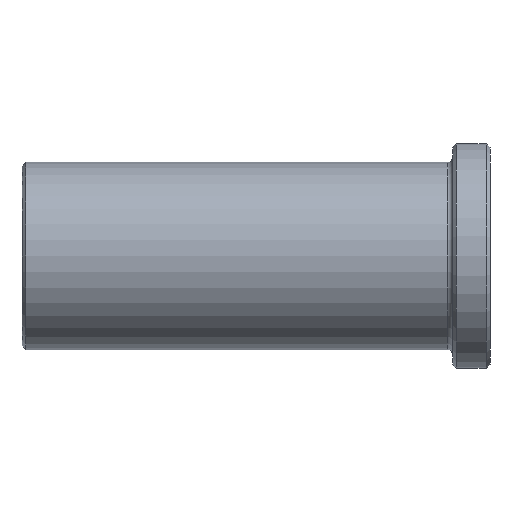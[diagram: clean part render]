
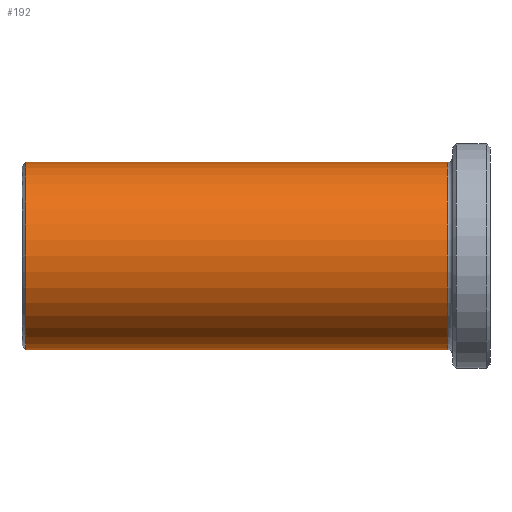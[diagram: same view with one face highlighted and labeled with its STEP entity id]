
A CAD part, front view. The second image highlights one B-rep face of the part: STEP entity #192.
In plain terms, the highlighted cylindrical face has radius 7.5 mm (diameter 15 mm), a full revolution.
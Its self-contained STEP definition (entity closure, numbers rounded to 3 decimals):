
#26=LINE('',#337,#34);
#34=VECTOR('',#268,7.5);
#42=CYLINDRICAL_SURFACE('',#228,7.5);
#46=FACE_OUTER_BOUND('',#58,.T.);
#58=EDGE_LOOP('',(#141,#142,#143,#144,#145,#146));
#72=CIRCLE('',#224,7.5);
#75=CIRCLE('',#227,7.5);
#76=CIRCLE('',#229,7.5);
#77=CIRCLE('',#230,7.5);
#91=VERTEX_POINT('',#328);
#92=VERTEX_POINT('',#329);
#94=VERTEX_POINT('',#336);
#95=VERTEX_POINT('',#338);
#109=EDGE_CURVE('',#91,#92,#72,.T.);
#112=EDGE_CURVE('',#92,#91,#75,.T.);
#113=EDGE_CURVE('',#91,#94,#26,.T.);
#114=EDGE_CURVE('',#95,#94,#76,.T.);
#115=EDGE_CURVE('',#94,#95,#77,.T.);
#141=ORIENTED_EDGE('',*,*,#109,.F.);
#142=ORIENTED_EDGE('',*,*,#113,.T.);
#143=ORIENTED_EDGE('',*,*,#114,.F.);
#144=ORIENTED_EDGE('',*,*,#115,.F.);
#145=ORIENTED_EDGE('',*,*,#113,.F.);
#146=ORIENTED_EDGE('',*,*,#112,.F.);
#192=ADVANCED_FACE('',(#46),#42,.T.);
#224=AXIS2_PLACEMENT_3D('',#330,#258,#259);
#227=AXIS2_PLACEMENT_3D('',#334,#264,#265);
#228=AXIS2_PLACEMENT_3D('',#335,#266,#267);
#229=AXIS2_PLACEMENT_3D('',#339,#269,#270);
#230=AXIS2_PLACEMENT_3D('',#340,#271,#272);
#258=DIRECTION('center_axis',(1.,0.,0.));
#259=DIRECTION('ref_axis',(0.,-1.,0.));
#264=DIRECTION('center_axis',(1.,0.,0.));
#265=DIRECTION('ref_axis',(0.,-1.,0.));
#266=DIRECTION('center_axis',(1.,0.,0.));
#267=DIRECTION('ref_axis',(0.,1.,0.));
#268=DIRECTION('',(-1.,0.,0.));
#269=DIRECTION('center_axis',(-1.,0.,0.));
#270=DIRECTION('ref_axis',(0.,-1.,0.));
#271=DIRECTION('center_axis',(-1.,0.,0.));
#272=DIRECTION('ref_axis',(0.,-1.,0.));
#328=CARTESIAN_POINT('',(-3.4,-7.5,0.));
#329=CARTESIAN_POINT('',(-3.4,0.,7.5));
#330=CARTESIAN_POINT('Origin',(-3.4,0.,0.));
#334=CARTESIAN_POINT('Origin',(-3.4,0.,0.));
#335=CARTESIAN_POINT('Origin',(-20.25,0.,0.));
#336=CARTESIAN_POINT('',(-37.2,-7.5,0.));
#337=CARTESIAN_POINT('',(-20.25,-7.5,0.));
#338=CARTESIAN_POINT('',(-37.2,7.5,0.));
#339=CARTESIAN_POINT('Origin',(-37.2,0.,0.));
#340=CARTESIAN_POINT('Origin',(-37.2,0.,0.));
